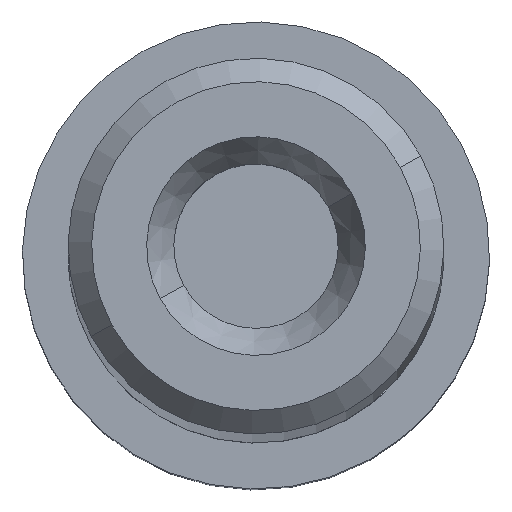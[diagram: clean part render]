
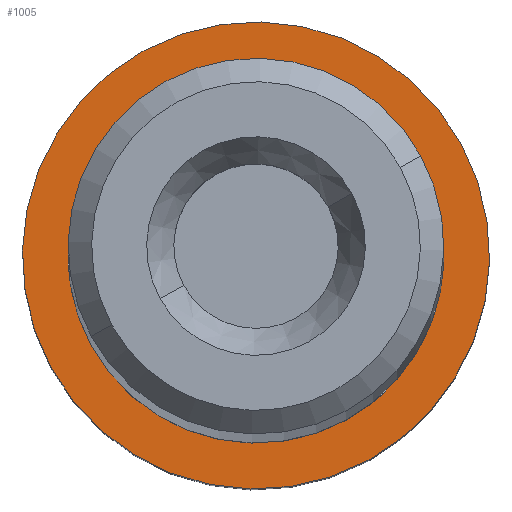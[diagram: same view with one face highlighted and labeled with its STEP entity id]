
A CAD part, top view. The second image highlights one B-rep face of the part: STEP entity #1005.
In plain terms, the highlighted planar face has unit normal (0, 0, 1).
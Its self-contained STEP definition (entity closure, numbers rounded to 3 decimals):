
#949=AXIS2_PLACEMENT_3D('Circle Axis2P3D',#947,#948,$) ;
#968=AXIS2_PLACEMENT_3D('Circle Axis2P3D',#966,#967,$) ;
#981=AXIS2_PLACEMENT_3D('Plane Axis2P3D',#978,#979,#980) ;
#989=AXIS2_PLACEMENT_3D('Circle Axis2P3D',#987,#988,$) ;
#998=AXIS2_PLACEMENT_3D('Circle Axis2P3D',#996,#997,$) ;
#944=CARTESIAN_POINT('Vertex',(-4.364,-2.384,-78.9)) ;
#947=CARTESIAN_POINT('Axis2P3D Location',(0.,0.,-78.9)) ;
#951=CARTESIAN_POINT('Vertex',(4.364,2.384,-78.9)) ;
#966=CARTESIAN_POINT('Axis2P3D Location',(0.,0.,-78.9)) ;
#978=CARTESIAN_POINT('Axis2P3D Location',(-4.973,0.,-78.9)) ;
#987=CARTESIAN_POINT('Axis2P3D Location',(0.,0.,-78.9)) ;
#991=CARTESIAN_POINT('Vertex',(-1.85,-1.011,-78.9)) ;
#993=CARTESIAN_POINT('Vertex',(1.85,1.011,-78.9)) ;
#996=CARTESIAN_POINT('Axis2P3D Location',(0.,0.,-78.9)) ;
#948=DIRECTION('Axis2P3D Direction',(0.,0.,1.)) ;
#967=DIRECTION('Axis2P3D Direction',(0.,0.,1.)) ;
#979=DIRECTION('Axis2P3D Direction',(0.,0.,1.)) ;
#980=DIRECTION('Axis2P3D XDirection',(1.,0.,0.)) ;
#988=DIRECTION('Axis2P3D Direction',(0.,0.,1.)) ;
#997=DIRECTION('Axis2P3D Direction',(0.,0.,1.)) ;
#984=ORIENTED_EDGE('',*,*,#953,.T.) ;
#985=ORIENTED_EDGE('',*,*,#970,.T.) ;
#1002=ORIENTED_EDGE('',*,*,#995,.F.) ;
#1003=ORIENTED_EDGE('',*,*,#1000,.F.) ;
#1004=FACE_BOUND('',#1001,.T.) ;
#1005=ADVANCED_FACE('CUT',(#986,#1004),#982,.T.) ;
#950=CIRCLE('generated circle',#949,4.973) ;
#969=CIRCLE('generated circle',#968,4.973) ;
#990=CIRCLE('generated circle',#989,2.108) ;
#999=CIRCLE('generated circle',#998,2.108) ;
#953=EDGE_CURVE('',#952,#945,#950,.T.) ;
#970=EDGE_CURVE('',#945,#952,#969,.T.) ;
#995=EDGE_CURVE('',#992,#994,#990,.T.) ;
#1000=EDGE_CURVE('',#994,#992,#999,.T.) ;
#983=EDGE_LOOP('',(#984,#985)) ;
#1001=EDGE_LOOP('',(#1002,#1003)) ;
#986=FACE_OUTER_BOUND('',#983,.T.) ;
#982=PLANE('',#981) ;
#945=VERTEX_POINT('',#944) ;
#952=VERTEX_POINT('',#951) ;
#992=VERTEX_POINT('',#991) ;
#994=VERTEX_POINT('',#993) ;
